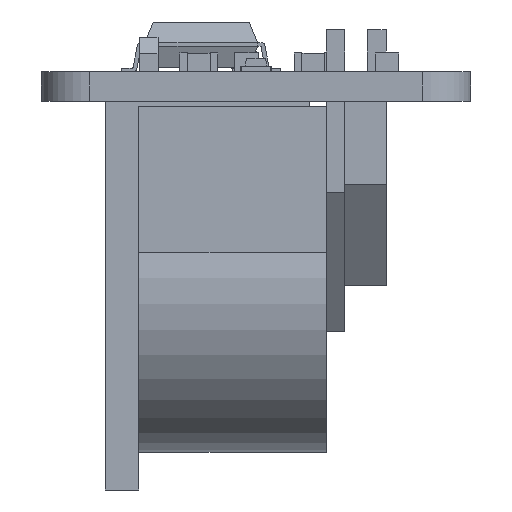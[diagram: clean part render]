
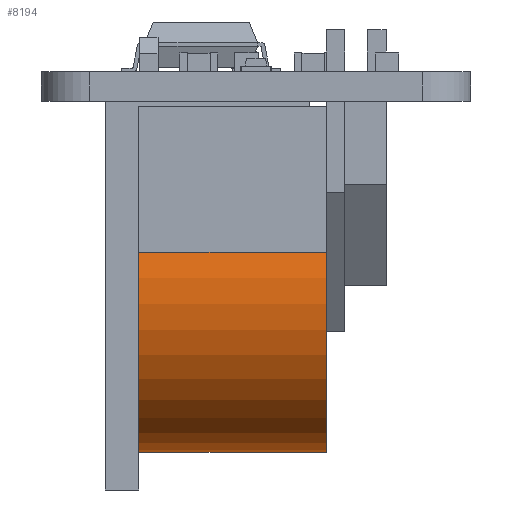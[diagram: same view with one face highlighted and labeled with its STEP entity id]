
A CAD part, left-side view. The second image highlights one B-rep face of the part: STEP entity #8194.
In plain terms, the highlighted cylindrical face has radius 8.333 mm (diameter 16.665 mm), a partial arc.
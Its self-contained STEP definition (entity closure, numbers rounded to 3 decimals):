
#773=FACE_OUTER_BOUND('',#1360,.T.);
#1360=EDGE_LOOP('',(#6563,#6564,#6565,#6566));
#1969=LINE('',#12635,#2839);
#1970=LINE('',#12637,#2840);
#2839=VECTOR('',#10362,9.966);
#2840=VECTOR('',#10365,9.966);
#3481=CIRCLE('',#8817,8.333);
#3492=CIRCLE('',#8829,8.333);
#3847=VERTEX_POINT('',#12324);
#3848=VERTEX_POINT('',#12325);
#3893=VERTEX_POINT('',#12417);
#3895=VERTEX_POINT('',#12420);
#4727=EDGE_CURVE('',#3847,#3848,#3481,.T.);
#4774=EDGE_CURVE('',#3895,#3893,#3492,.F.);
#4881=EDGE_CURVE('',#3893,#3847,#1969,.T.);
#4882=EDGE_CURVE('',#3895,#3848,#1970,.T.);
#6563=ORIENTED_EDGE('',*,*,#4774,.T.);
#6564=ORIENTED_EDGE('',*,*,#4881,.T.);
#6565=ORIENTED_EDGE('',*,*,#4727,.T.);
#6566=ORIENTED_EDGE('',*,*,#4882,.F.);
#7798=CYLINDRICAL_SURFACE('',#8897,8.333);
#8194=ADVANCED_FACE('',(#773),#7798,.T.);
#8817=AXIS2_PLACEMENT_3D('',#12326,#10076,#10077);
#8829=AXIS2_PLACEMENT_3D('',#12421,#10136,#10137);
#8897=AXIS2_PLACEMENT_3D('',#12638,#10366,#10367);
#10076=DIRECTION('center_axis',(0.,-1.,0.));
#10077=DIRECTION('ref_axis',(1.,0.,0.));
#10136=DIRECTION('center_axis',(0.,-1.,0.));
#10137=DIRECTION('ref_axis',(1.,0.,0.));
#10362=DIRECTION('',(0.,1.,0.));
#10365=DIRECTION('',(0.,1.,0.));
#10366=DIRECTION('center_axis',(0.,1.,0.));
#10367=DIRECTION('ref_axis',(0.,0.,
1.));
#12324=CARTESIAN_POINT('',(8.005,9.447,8.036));
#12325=CARTESIAN_POINT('',(-8.005,9.447,8.036));
#12326=CARTESIAN_POINT('Origin',(0.,9.447,
10.35));
#12417=CARTESIAN_POINT('',(8.005,-0.518,8.036));
#12420=CARTESIAN_POINT('',(-8.005,-0.518,8.036));
#12421=CARTESIAN_POINT('Origin',(0.,-0.518,
10.35));
#12635=CARTESIAN_POINT('',(8.005,-0.518,8.036));
#12637=CARTESIAN_POINT('',(-8.005,-0.518,8.036));
#12638=CARTESIAN_POINT('Origin',(0.,-0.553,
10.35));
